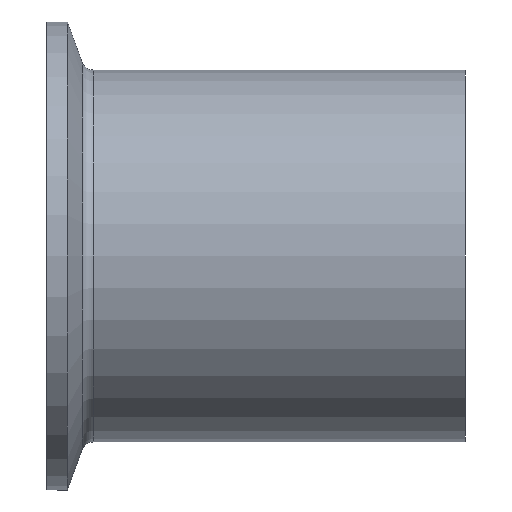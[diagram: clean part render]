
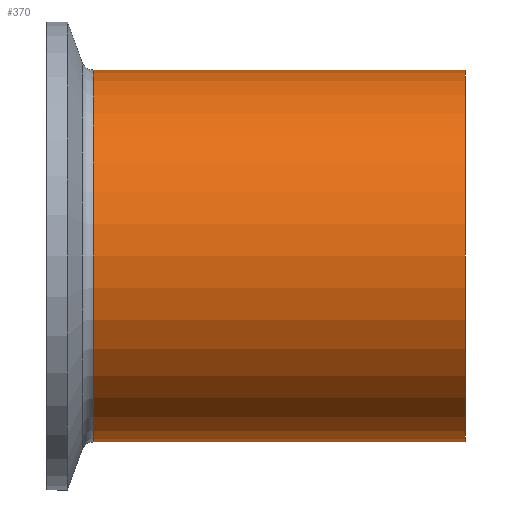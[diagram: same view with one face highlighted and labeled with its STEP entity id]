
A CAD part, left-side view. The second image highlights one B-rep face of the part: STEP entity #370.
In plain terms, the highlighted cylindrical face has radius 25.4 mm (diameter 50.8 mm), a partial arc.
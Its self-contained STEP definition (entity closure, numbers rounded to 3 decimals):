
#3 = LINE ( 'NONE', #520, #569 ) ;
#11 = EDGE_CURVE ( 'NONE', #440, #533, #3, .T. ) ;
#17 = CARTESIAN_POINT ( 'NONE',  ( -0.793, 0.368, 0. ) ) ;
#60 = CIRCLE ( 'NONE', #652, 25.4 ) ;
#99 = LINE ( 'NONE', #566, #168 ) ;
#165 = VERTEX_POINT ( 'NONE', #269 ) ;
#168 = VECTOR ( 'NONE', #514, 1000. ) ;
#178 = DIRECTION ( 'NONE',  ( 0., 1., 0. ) ) ;
#182 = ORIENTED_EDGE ( 'NONE', *, *, #11, .T. ) ;
#193 = DIRECTION ( 'NONE',  ( 0., 1., 0. ) ) ;
#212 = CARTESIAN_POINT ( 'NONE',  ( -0.793, -5.99, 0. ) ) ;
#241 = EDGE_LOOP ( 'NONE', ( #634, #612, #182, #510 ) ) ;
#269 = CARTESIAN_POINT ( 'NONE',  ( -0.793, -56.832, -25.4 ) ) ;
#295 = EDGE_CURVE ( 'NONE', #165, #463, #99, .T. ) ;
#326 = CARTESIAN_POINT ( 'NONE',  ( -0.793, -5.99, 25.4 ) ) ;
#368 = EDGE_CURVE ( 'NONE', #165, #440, #465, .T. ) ;
#370 = ADVANCED_FACE ( 'NONE', ( #456 ), #622, .T. ) ;
#378 = AXIS2_PLACEMENT_3D ( 'NONE', #17, #178, #412 ) ;
#406 = DIRECTION ( 'NONE',  ( 0., 1., 0. ) ) ;
#409 = CARTESIAN_POINT ( 'NONE',  ( -0.793, -56.832, 0. ) ) ;
#412 = DIRECTION ( 'NONE',  ( 0., 0., 1. ) ) ;
#440 = VERTEX_POINT ( 'NONE', #579 ) ;
#446 = DIRECTION ( 'NONE',  ( 0., 0., 1. ) ) ;
#456 = FACE_OUTER_BOUND ( 'NONE', #241, .T. ) ;
#463 = VERTEX_POINT ( 'NONE', #644 ) ;
#465 = CIRCLE ( 'NONE', #679, 25.4 ) ;
#473 = DIRECTION ( 'NONE',  ( 0., 0., 1. ) ) ;
#510 = ORIENTED_EDGE ( 'NONE', *, *, #608, .F. ) ;
#514 = DIRECTION ( 'NONE',  ( 0., 1., 0. ) ) ;
#520 = CARTESIAN_POINT ( 'NONE',  ( -0.793, 0.368, 25.4 ) ) ;
#533 = VERTEX_POINT ( 'NONE', #326 ) ;
#566 = CARTESIAN_POINT ( 'NONE',  ( -0.793, 0.368, -25.4 ) ) ;
#569 = VECTOR ( 'NONE', #193, 1000. ) ;
#579 = CARTESIAN_POINT ( 'NONE',  ( -0.793, -56.832, 25.4 ) ) ;
#600 = DIRECTION ( 'NONE',  ( 0., 1., 0. ) ) ;
#608 = EDGE_CURVE ( 'NONE', #463, #533, #60, .T. ) ;
#612 = ORIENTED_EDGE ( 'NONE', *, *, #368, .T. ) ;
#622 = CYLINDRICAL_SURFACE ( 'NONE', #378, 25.4 ) ;
#634 = ORIENTED_EDGE ( 'NONE', *, *, #295, .F. ) ;
#644 = CARTESIAN_POINT ( 'NONE',  ( -0.793, -5.99, -25.4 ) ) ;
#652 = AXIS2_PLACEMENT_3D ( 'NONE', #212, #600, #446 ) ;
#679 = AXIS2_PLACEMENT_3D ( 'NONE', #409, #406, #473 ) ;
